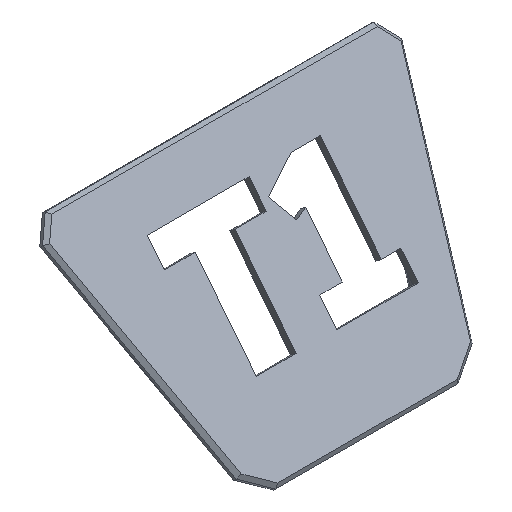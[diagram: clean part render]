
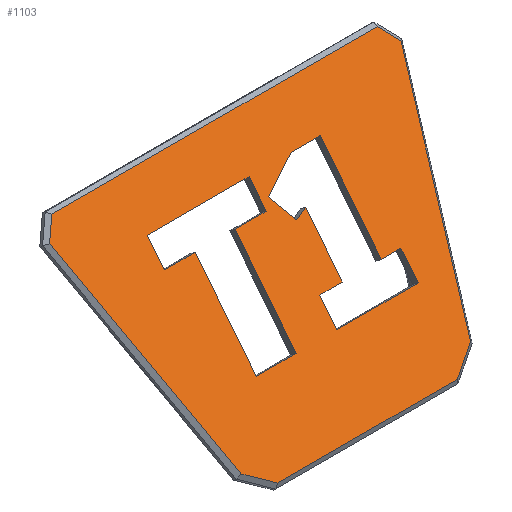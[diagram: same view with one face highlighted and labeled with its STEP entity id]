
A CAD part, isometric view. The second image highlights one B-rep face of the part: STEP entity #1103.
In plain terms, the highlighted planar face has unit normal (0, -0.783, 0.622).
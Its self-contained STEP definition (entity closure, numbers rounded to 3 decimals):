
#15=FACE_BOUND('',#93,.T.);
#16=FACE_BOUND('',#94,.T.);
#33=FACE_OUTER_BOUND('',#92,.T.);
#92=EDGE_LOOP('',(#766,#767,#768,#769,#770,#771,#772,#773));
#93=EDGE_LOOP('',(#774,#775,#776,#777,#778,#779,#780,#781));
#94=EDGE_LOOP('',(#782,#783,#784,#785,#786,#787,#788,#789,#790,#791,#792));
#145=LINE('',#1504,#302);
#149=LINE('',#1512,#306);
#152=LINE('',#1518,#309);
#155=LINE('',#1524,#312);
#158=LINE('',#1530,#315);
#162=LINE('',#1538,#319);
#165=LINE('',#1544,#322);
#168=LINE('',#1548,#325);
#178=LINE('',#1570,#335);
#179=LINE('',#1572,#336);
#180=LINE('',#1574,#337);
#181=LINE('',#1576,#338);
#182=LINE('',#1578,#339);
#183=LINE('',#1580,#340);
#184=LINE('',#1582,#341);
#185=LINE('',#1583,#342);
#186=LINE('',#1586,#343);
#187=LINE('',#1588,#344);
#188=LINE('',#1590,#345);
#189=LINE('',#1592,#346);
#190=LINE('',#1594,#347);
#191=LINE('',#1596,#348);
#192=LINE('',#1598,#349);
#193=LINE('',#1600,#350);
#194=LINE('',#1602,#351);
#195=LINE('',#1604,#352);
#196=LINE('',#1605,#353);
#302=VECTOR('',#1227,10.);
#306=VECTOR('',#1233,10.);
#309=VECTOR('',#1238,10.);
#312=VECTOR('',#1243,10.);
#315=VECTOR('',#1248,10.);
#319=VECTOR('',#1254,10.);
#322=VECTOR('',#1259,10.);
#325=VECTOR('',#1264,10.);
#335=VECTOR('',#1284,10.);
#336=VECTOR('',#1285,10.);
#337=VECTOR('',#1286,10.);
#338=VECTOR('',#1287,10.);
#339=VECTOR('',#1288,10.);
#340=VECTOR('',#1289,10.);
#341=VECTOR('',#1290,10.);
#342=VECTOR('',#1291,10.);
#343=VECTOR('',#1292,10.);
#344=VECTOR('',#1293,10.);
#345=VECTOR('',#1294,10.);
#346=VECTOR('',#1295,10.);
#347=VECTOR('',#1296,10.);
#348=VECTOR('',#1297,10.);
#349=VECTOR('',#1298,10.);
#350=VECTOR('',#1299,10.);
#351=VECTOR('',#1300,10.);
#352=VECTOR('',#1301,10.);
#353=VECTOR('',#1302,10.);
#459=VERTEX_POINT('',#1502);
#460=VERTEX_POINT('',#1503);
#463=VERTEX_POINT('',#1511);
#465=VERTEX_POINT('',#1517);
#467=VERTEX_POINT('',#1523);
#469=VERTEX_POINT('',#1529);
#472=VERTEX_POINT('',#1537);
#474=VERTEX_POINT('',#1543);
#480=VERTEX_POINT('',#1568);
#481=VERTEX_POINT('',#1569);
#482=VERTEX_POINT('',#1571);
#483=VERTEX_POINT('',#1573);
#484=VERTEX_POINT('',#1575);
#485=VERTEX_POINT('',#1577);
#486=VERTEX_POINT('',#1579);
#487=VERTEX_POINT('',#1581);
#488=VERTEX_POINT('',#1584);
#489=VERTEX_POINT('',#1585);
#490=VERTEX_POINT('',#1587);
#491=VERTEX_POINT('',#1589);
#492=VERTEX_POINT('',#1591);
#493=VERTEX_POINT('',#1593);
#494=VERTEX_POINT('',#1595);
#495=VERTEX_POINT('',#1597);
#496=VERTEX_POINT('',#1599);
#497=VERTEX_POINT('',#1601);
#498=VERTEX_POINT('',#1603);
#561=EDGE_CURVE('',#459,#460,#145,.T.);
#565=EDGE_CURVE('',#460,#463,#149,.T.);
#568=EDGE_CURVE('',#463,#465,#152,.T.);
#571=EDGE_CURVE('',#465,#467,#155,.T.);
#574=EDGE_CURVE('',#467,#469,#158,.T.);
#578=EDGE_CURVE('',#469,#472,#162,.T.);
#581=EDGE_CURVE('',#472,#474,#165,.T.);
#584=EDGE_CURVE('',#474,#459,#168,.T.);
#594=EDGE_CURVE('',#480,#481,#178,.T.);
#595=EDGE_CURVE('',#481,#482,#179,.T.);
#596=EDGE_CURVE('',#482,#483,#180,.T.);
#597=EDGE_CURVE('',#483,#484,#181,.T.);
#598=EDGE_CURVE('',#484,#485,#182,.T.);
#599=EDGE_CURVE('',#485,#486,#183,.T.);
#600=EDGE_CURVE('',#486,#487,#184,.T.);
#601=EDGE_CURVE('',#487,#480,#185,.T.);
#602=EDGE_CURVE('',#488,#489,#186,.T.);
#603=EDGE_CURVE('',#489,#490,#187,.T.);
#604=EDGE_CURVE('',#490,#491,#188,.T.);
#605=EDGE_CURVE('',#491,#492,#189,.T.);
#606=EDGE_CURVE('',#492,#493,#190,.T.);
#607=EDGE_CURVE('',#493,#494,#191,.T.);
#608=EDGE_CURVE('',#494,#495,#192,.T.);
#609=EDGE_CURVE('',#495,#496,#193,.T.);
#610=EDGE_CURVE('',#496,#497,#194,.T.);
#611=EDGE_CURVE('',#497,#498,#195,.T.);
#612=EDGE_CURVE('',#498,#488,#196,.T.);
#766=ORIENTED_EDGE('',*,*,#561,.F.);
#767=ORIENTED_EDGE('',*,*,#584,.F.);
#768=ORIENTED_EDGE('',*,*,#581,.F.);
#769=ORIENTED_EDGE('',*,*,#578,.F.);
#770=ORIENTED_EDGE('',*,*,#574,.F.);
#771=ORIENTED_EDGE('',*,*,#571,.F.);
#772=ORIENTED_EDGE('',*,*,#568,.F.);
#773=ORIENTED_EDGE('',*,*,#565,.F.);
#774=ORIENTED_EDGE('',*,*,#594,.T.);
#775=ORIENTED_EDGE('',*,*,#595,.T.);
#776=ORIENTED_EDGE('',*,*,#596,.T.);
#777=ORIENTED_EDGE('',*,*,#597,.T.);
#778=ORIENTED_EDGE('',*,*,#598,.T.);
#779=ORIENTED_EDGE('',*,*,#599,.T.);
#780=ORIENTED_EDGE('',*,*,#600,.T.);
#781=ORIENTED_EDGE('',*,*,#601,.T.);
#782=ORIENTED_EDGE('',*,*,#602,.T.);
#783=ORIENTED_EDGE('',*,*,#603,.T.);
#784=ORIENTED_EDGE('',*,*,#604,.T.);
#785=ORIENTED_EDGE('',*,*,#605,.T.);
#786=ORIENTED_EDGE('',*,*,#606,.T.);
#787=ORIENTED_EDGE('',*,*,#607,.T.);
#788=ORIENTED_EDGE('',*,*,#608,.T.);
#789=ORIENTED_EDGE('',*,*,#609,.T.);
#790=ORIENTED_EDGE('',*,*,#610,.T.);
#791=ORIENTED_EDGE('',*,*,#611,.T.);
#792=ORIENTED_EDGE('',*,*,#612,.T.);
#1044=PLANE('',#1176);
#1103=ADVANCED_FACE('',(#33,#15,#16),#1044,.T.);
#1176=AXIS2_PLACEMENT_3D('',#1567,#1282,#1283);
#1227=DIRECTION('',(1.,0.,0.));
#1233=DIRECTION('',(0.601,-0.497,-0.626));
#1238=DIRECTION('',(-0.278,-0.597,-0.752));
#1243=DIRECTION('',(-0.8,-0.373,-0.47));
#1248=DIRECTION('',(-1.,0.,0.));
#1254=DIRECTION('',(-0.8,0.373,0.47));
#1259=DIRECTION('',(-0.278,0.597,0.752));
#1264=DIRECTION('',(0.601,0.497,0.626));
#1282=DIRECTION('center_axis',(0.,-0.783,0.622));
#1283=DIRECTION('ref_axis',(1.,0.,0.));
#1284=DIRECTION('',(-1.,0.,0.));
#1285=DIRECTION('',(0.,-0.622,-0.783));
#1286=DIRECTION('',(-1.,0.,0.));
#1287=DIRECTION('',(0.,0.622,0.783));
#1288=DIRECTION('',(-1.,0.,0.));
#1289=DIRECTION('',(0.,0.622,0.783));
#1290=DIRECTION('',(1.,0.,0.));
#1291=DIRECTION('',(0.,-0.622,-0.783));
#1292=DIRECTION('',(0.,-0.622,-0.783));
#1293=DIRECTION('',(-1.,0.,0.));
#1294=DIRECTION('',(0.,0.622,0.783));
#1295=DIRECTION('',(1.,0.,0.));
#1296=DIRECTION('',(0.,0.622,0.783));
#1297=DIRECTION('',(-0.924,-0.238,-0.3));
#1298=DIRECTION('',(-0.479,0.546,0.688));
#1299=DIRECTION('',(0.871,0.305,0.385));
#1300=DIRECTION('',(1.,0.,0.));
#1301=DIRECTION('',(0.,-0.622,-0.783));
#1302=DIRECTION('',(1.,0.,0.));
#1502=CARTESIAN_POINT('',(-23.282,22.663,52.163));
#1503=CARTESIAN_POINT('',(23.282,22.663,52.163));
#1504=CARTESIAN_POINT('',(13.266,22.663,52.163));
#1511=CARTESIAN_POINT('',(25.147,21.12,50.219));
#1512=CARTESIAN_POINT('',(23.776,22.254,51.648));
#1517=CARTESIAN_POINT('',(16.435,2.437,26.68));
#1518=CARTESIAN_POINT('',(17.353,4.406,29.16));
#1523=CARTESIAN_POINT('',(12.867,0.771,24.58));
#1524=CARTESIAN_POINT('',(13.875,1.241,25.173));
#1529=CARTESIAN_POINT('',(-12.867,0.771,24.58));
#1530=CARTESIAN_POINT('',(-8.017,0.771,24.58));
#1537=CARTESIAN_POINT('',(-16.435,2.437,26.68));
#1538=CARTESIAN_POINT('',(-13.875,1.241,25.173));
#1543=CARTESIAN_POINT('',(-25.147,21.12,50.219));
#1544=CARTESIAN_POINT('',(-22.602,15.663,43.343));
#1548=CARTESIAN_POINT('',(-23.776,22.254,51.648));
#1567=CARTESIAN_POINT('Origin',(0.,11.717,38.372));
#1568=CARTESIAN_POINT('',(0.771,16.042,43.822));
#1569=CARTESIAN_POINT('',(-3.651,16.042,43.822));
#1570=CARTESIAN_POINT('',(-1.826,16.042,43.822));
#1571=CARTESIAN_POINT('',(-3.651,7.298,32.804));
#1572=CARTESIAN_POINT('',(-3.651,9.507,35.588));
#1573=CARTESIAN_POINT('',(-9.36,7.298,32.804));
#1574=CARTESIAN_POINT('',(-4.68,7.298,32.804));
#1575=CARTESIAN_POINT('',(-9.36,16.042,43.822));
#1576=CARTESIAN_POINT('',(-9.36,13.88,41.097));
#1577=CARTESIAN_POINT('',(-13.783,16.042,43.822));
#1578=CARTESIAN_POINT('',(-6.891,16.042,43.822));
#1579=CARTESIAN_POINT('',(-13.783,18.488,46.904));
#1580=CARTESIAN_POINT('',(-13.783,15.102,42.638));
#1581=CARTESIAN_POINT('',(0.771,18.488,46.904));
#1582=CARTESIAN_POINT('',(0.386,18.488,46.904));
#1583=CARTESIAN_POINT('',(0.771,13.88,41.097));
#1584=CARTESIAN_POINT('',(13.783,9.744,35.886));
#1585=CARTESIAN_POINT('',(13.783,7.298,32.804));
#1586=CARTESIAN_POINT('',(13.783,9.507,35.588));
#1587=CARTESIAN_POINT('',(2.16,7.298,32.804));
#1588=CARTESIAN_POINT('',(1.08,7.298,32.804));
#1589=CARTESIAN_POINT('',(2.16,9.744,35.886));
#1590=CARTESIAN_POINT('',(2.16,10.73,37.129));
#1591=CARTESIAN_POINT('',(5.4,9.744,35.886));
#1592=CARTESIAN_POINT('',(2.7,9.744,35.886));
#1593=CARTESIAN_POINT('',(5.4,15.019,42.533));
#1594=CARTESIAN_POINT('',(5.4,13.368,40.452));
#1595=CARTESIAN_POINT('',(3.726,14.587,41.989));
#1596=CARTESIAN_POINT('',(0.948,13.871,41.086));
#1597=CARTESIAN_POINT('',(1.828,16.75,44.714));
#1598=CARTESIAN_POINT('',(3.323,15.046,42.567));
#1599=CARTESIAN_POINT('',(6.789,18.488,46.904));
#1600=CARTESIAN_POINT('',(1.883,16.769,44.738));
#1601=CARTESIAN_POINT('',(10.98,18.488,46.904));
#1602=CARTESIAN_POINT('',(5.49,18.488,46.904));
#1603=CARTESIAN_POINT('',(10.98,9.744,35.886));
#1604=CARTESIAN_POINT('',(10.98,10.73,37.129));
#1605=CARTESIAN_POINT('',(6.891,9.744,35.886));
